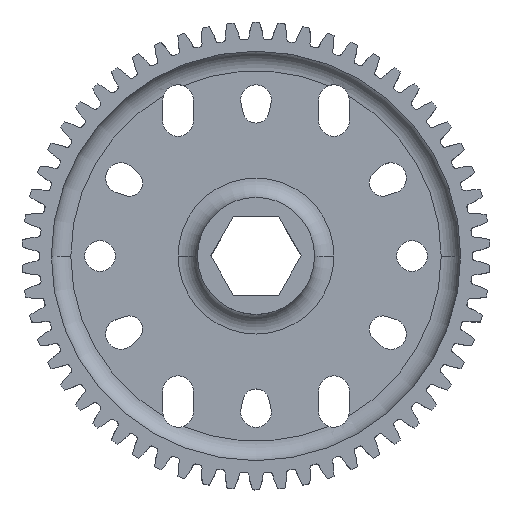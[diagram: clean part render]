
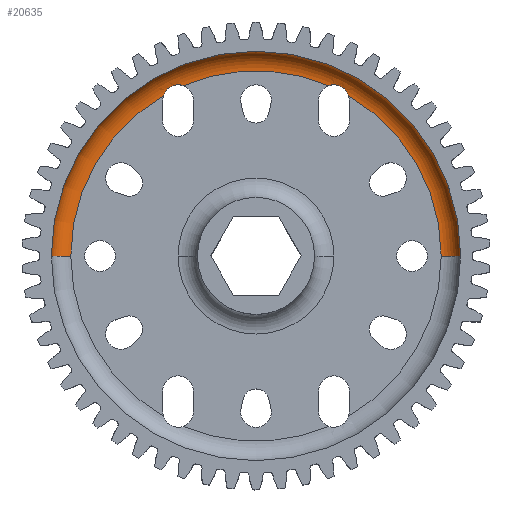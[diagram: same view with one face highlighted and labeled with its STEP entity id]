
A CAD part, top view. The second image highlights one B-rep face of the part: STEP entity #20635.
In plain terms, the highlighted toroidal (fillet/blend) face has major radius 30.163 mm and minor radius 3.175 mm.
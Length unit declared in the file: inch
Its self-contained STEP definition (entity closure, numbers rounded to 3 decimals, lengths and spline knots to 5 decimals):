
#583 = VERTEX_POINT ( 'NONE', #23922 ) ;
#795 = EDGE_CURVE ( 'NONE', #583, #24263, #5078, .T. ) ;
#959 = CARTESIAN_POINT ( 'NONE',  ( 0.46642, 1.09207, -0.0975 ) ) ;
#1331 = CARTESIAN_POINT ( 'NONE',  ( -1.1875, 0., -0.0975 ) ) ;
#1397 = VERTEX_POINT ( 'NONE', #2569 ) ;
#1507 = CARTESIAN_POINT ( 'NONE',  ( 0.51216, 1.09747, -0.09528 ) ) ;
#1891 = CARTESIAN_POINT ( 'NONE',  ( -0.47916, 1.09599, -0.09725 ) ) ;
#2253 = CARTESIAN_POINT ( 'NONE',  ( 1.1875, 0., 0.0275 ) ) ;
#2298 = AXIS2_PLACEMENT_3D ( 'NONE', #4408, #13112, #21836 ) ;
#2324 = CARTESIAN_POINT ( 'NONE',  ( 0., 0., -0.0975 ) ) ;
#2569 = CARTESIAN_POINT ( 'NONE',  ( -1.3125, 0., 0.0275 ) ) ;
#3120 = EDGE_LOOP ( 'NONE', ( #26001, #6287, #12556, #10929, #6275, #6541, #17978, #12595 ) ) ;
#3381 = CARTESIAN_POINT ( 'NONE',  ( 0.53786, 1.09063, -0.0942 ) ) ;
#3861 = AXIS2_PLACEMENT_3D ( 'NONE', #2324, #17615, #22041 ) ;
#4263 = AXIS2_PLACEMENT_3D ( 'NONE', #14939, #19085, #5951 ) ;
#4355 = VERTEX_POINT ( 'NONE', #14707 ) ;
#4408 = CARTESIAN_POINT ( 'NONE',  ( -1.1875, 0., 0.0275 ) ) ;
#5078 = CIRCLE ( 'NONE', #21029, 1.1875 ) ;
#5252 = CARTESIAN_POINT ( 'NONE',  ( 0.56585, 1.07288, -0.09489 ) ) ;
#5528 = CARTESIAN_POINT ( 'NONE',  ( 0.5187, 1.09643, -0.0949 ) ) ;
#5894 = CARTESIAN_POINT ( 'NONE',  ( -0.51887, 1.09639, -0.09489 ) ) ;
#5951 = DIRECTION ( 'NONE',  ( 1., 0., 0. ) ) ;
#6275 = ORIENTED_EDGE ( 'NONE', *, *, #9322, .F. ) ;
#6287 = ORIENTED_EDGE ( 'NONE', *, *, #795, .F. ) ;
#6421 = B_SPLINE_CURVE_WITH_KNOTS ( 'NONE', 3,
 ( #14366, #10227, #27365, #16384, #16248, #20803, #5252, #22814, #7947, #3381, #11951, #5528, #1507, #27638, #20666, #12359, #25227, #959 ),
 .UNSPECIFIED., .F., .F.,
 ( 4, 2, 2, 2, 2, 2, 2, 2, 4 ),
 ( 0.00073, 0.00123, 0.00174, 0.00224, 0.00275, 0.00325, 0.00376, 0.00426, 0.00476 ),
 .UNSPECIFIED. ) ;
#6541 = ORIENTED_EDGE ( 'NONE', *, *, #26927, .F. ) ;
#7445 = B_SPLINE_CURVE_WITH_KNOTS ( 'NONE', 3,
 ( #15018, #23746, #1891, #14456, #17038, #19030, #5894, #8041, #19315, #7905, #21036, #23180, #23322, #10748, #10185, #8465, #16754, #25456 ),
 .UNSPECIFIED., .F., .F.,
 ( 4, 2, 2, 2, 2, 2, 2, 2, 4 ),
 ( 0.00362, 0.00412, 0.00463, 0.00513, 0.00563, 0.00614, 0.00664, 0.00714, 0.00765 ),
 .UNSPECIFIED. ) ;
#7905 = CARTESIAN_POINT ( 'NONE',  ( -0.54984, 1.08465, -0.0942 ) ) ;
#7947 = CARTESIAN_POINT ( 'NONE',  ( 0.5497, 1.08472, -0.0942 ) ) ;
#8041 = CARTESIAN_POINT ( 'NONE',  ( -0.53165, 1.09299, -0.09435 ) ) ;
#8465 = CARTESIAN_POINT ( 'NONE',  ( -0.58929, 1.04092, -0.09725 ) ) ;
#8933 = EDGE_CURVE ( 'NONE', #4355, #583, #7445, .T. ) ;
#9322 = EDGE_CURVE ( 'NONE', #11112, #18566, #6421, .T. ) ;
#9732 = CIRCLE ( 'NONE', #27513, 0.125 ) ;
#10185 = CARTESIAN_POINT ( 'NONE',  ( -0.58295, 1.0526, -0.09656 ) ) ;
#10227 = CARTESIAN_POINT ( 'NONE',  ( 0.59186, 1.03478, -0.0975 ) ) ;
#10442 = CARTESIAN_POINT ( 'NONE',  ( 1.1875, 0., -0.0975 ) ) ;
#10518 = FACE_OUTER_BOUND ( 'NONE', #3120, .T. ) ;
#10561 = CARTESIAN_POINT ( 'NONE',  ( 0., 0., -0.0975 ) ) ;
#10748 = CARTESIAN_POINT ( 'NONE',  ( -0.57923, 1.05806, -0.09612 ) ) ;
#10929 = ORIENTED_EDGE ( 'NONE', *, *, #16847, .F. ) ;
#11112 = VERTEX_POINT ( 'NONE', #17708 ) ;
#11951 = CARTESIAN_POINT ( 'NONE',  ( 0.53162, 1.093, -0.09435 ) ) ;
#12359 = CARTESIAN_POINT ( 'NONE',  ( 0.4791, 1.09597, -0.09725 ) ) ;
#12465 = EDGE_CURVE ( 'NONE', #24263, #1397, #17372, .T. ) ;
#12556 = ORIENTED_EDGE ( 'NONE', *, *, #8933, .F. ) ;
#12595 = ORIENTED_EDGE ( 'NONE', *, *, #16831, .F. ) ;
#12855 = AXIS2_PLACEMENT_3D ( 'NONE', #13832, #18259, #15407 ) ;
#13112 = DIRECTION ( 'NONE',  ( 0., 1., 0. ) ) ;
#13309 = CIRCLE ( 'NONE', #12855, 1.1875 ) ;
#13832 = CARTESIAN_POINT ( 'NONE',  ( 0., 0., -0.0975 ) ) ;
#14366 = CARTESIAN_POINT ( 'NONE',  ( 0.5938, 1.02837, -0.0975 ) ) ;
#14456 = CARTESIAN_POINT ( 'NONE',  ( -0.49235, 1.09793, -0.09655 ) ) ;
#14707 = CARTESIAN_POINT ( 'NONE',  ( -0.46642, 1.09207, -0.0975 ) ) ;
#14939 = CARTESIAN_POINT ( 'NONE',  ( 0., 0., 0.0275 ) ) ;
#15018 = CARTESIAN_POINT ( 'NONE',  ( -0.46642, 1.09207, -0.0975 ) ) ;
#15241 = VERTEX_POINT ( 'NONE', #10442 ) ;
#15407 = DIRECTION ( 'NONE',  ( 1., 0., 0. ) ) ;
#16248 = CARTESIAN_POINT ( 'NONE',  ( 0.57916, 1.05815, -0.09611 ) ) ;
#16384 = CARTESIAN_POINT ( 'NONE',  ( 0.58296, 1.05258, -0.09656 ) ) ;
#16587 = DIRECTION ( 'NONE',  ( 0., 0., -1. ) ) ;
#16754 = CARTESIAN_POINT ( 'NONE',  ( -0.59189, 1.0347, -0.0975 ) ) ;
#16831 = EDGE_CURVE ( 'NONE', #1397, #26176, #22457, .T. ) ;
#16847 = EDGE_CURVE ( 'NONE', #18566, #4355, #13309, .T. ) ;
#17038 = CARTESIAN_POINT ( 'NONE',  ( -0.49896, 1.09822, -0.09611 ) ) ;
#17372 = CIRCLE ( 'NONE', #2298, 0.125 ) ;
#17542 = DIRECTION ( 'NONE',  ( 0., -1., 0. ) ) ;
#17615 = DIRECTION ( 'NONE',  ( 0., 0., 1. ) ) ;
#17708 = CARTESIAN_POINT ( 'NONE',  ( 0.5938, 1.02837, -0.0975 ) ) ;
#17880 = AXIS2_PLACEMENT_3D ( 'NONE', #17984, #20400, #24411 ) ;
#17978 = ORIENTED_EDGE ( 'NONE', *, *, #20081, .T. ) ;
#17984 = CARTESIAN_POINT ( 'NONE',  ( 0., 0., 0.0275 ) ) ;
#18259 = DIRECTION ( 'NONE',  ( 0., 0., 1. ) ) ;
#18566 = VERTEX_POINT ( 'NONE', #22376 ) ;
#19030 = CARTESIAN_POINT ( 'NONE',  ( -0.51221, 1.09746, -0.09528 ) ) ;
#19085 = DIRECTION ( 'NONE',  ( 0., 0., 1. ) ) ;
#19315 = CARTESIAN_POINT ( 'NONE',  ( -0.53784, 1.09065, -0.0942 ) ) ;
#20081 = EDGE_CURVE ( 'NONE', #15241, #26176, #9732, .T. ) ;
#20400 = DIRECTION ( 'NONE',  ( 0., 0., -1. ) ) ;
#20635 = ADVANCED_FACE ( 'NONE', ( #10518 ), #27958, .F. ) ;
#20666 = CARTESIAN_POINT ( 'NONE',  ( 0.4922, 1.09791, -0.09656 ) ) ;
#20803 = CARTESIAN_POINT ( 'NONE',  ( 0.5706, 1.06829, -0.09527 ) ) ;
#21029 = AXIS2_PLACEMENT_3D ( 'NONE', #10561, #27835, #23566 ) ;
#21036 = CARTESIAN_POINT ( 'NONE',  ( -0.55544, 1.08108, -0.09435 ) ) ;
#21836 = DIRECTION ( 'NONE',  ( -1., 0., 0. ) ) ;
#22041 = DIRECTION ( 'NONE',  ( 1., 0., 0. ) ) ;
#22376 = CARTESIAN_POINT ( 'NONE',  ( 0.46642, 1.09207, -0.0975 ) ) ;
#22457 = CIRCLE ( 'NONE', #17880, 1.3125 ) ;
#22814 = CARTESIAN_POINT ( 'NONE',  ( 0.55539, 1.08112, -0.09435 ) ) ;
#23180 = CARTESIAN_POINT ( 'NONE',  ( -0.56583, 1.0729, -0.09489 ) ) ;
#23322 = CARTESIAN_POINT ( 'NONE',  ( -0.57068, 1.06821, -0.09528 ) ) ;
#23566 = DIRECTION ( 'NONE',  ( 1., 0., 0. ) ) ;
#23624 = CARTESIAN_POINT ( 'NONE',  ( 1.3125, 0., 0.0275 ) ) ;
#23746 = CARTESIAN_POINT ( 'NONE',  ( -0.47265, 1.09434, -0.0975 ) ) ;
#23922 = CARTESIAN_POINT ( 'NONE',  ( -0.5938, 1.02837, -0.0975 ) ) ;
#24263 = VERTEX_POINT ( 'NONE', #1331 ) ;
#24411 = DIRECTION ( 'NONE',  ( 1., 0., 0. ) ) ;
#25227 = CARTESIAN_POINT ( 'NONE',  ( 0.47269, 1.09435, -0.0975 ) ) ;
#25456 = CARTESIAN_POINT ( 'NONE',  ( -0.5938, 1.02837, -0.0975 ) ) ;
#26001 = ORIENTED_EDGE ( 'NONE', *, *, #12465, .F. ) ;
#26176 = VERTEX_POINT ( 'NONE', #23624 ) ;
#26927 = EDGE_CURVE ( 'NONE', #15241, #11112, #27584, .T. ) ;
#27365 = CARTESIAN_POINT ( 'NONE',  ( 0.58928, 1.04094, -0.09725 ) ) ;
#27513 = AXIS2_PLACEMENT_3D ( 'NONE', #2253, #17542, #16587 ) ;
#27584 = CIRCLE ( 'NONE', #3861, 1.1875 ) ;
#27638 = CARTESIAN_POINT ( 'NONE',  ( 0.49895, 1.09822, -0.09611 ) ) ;
#27835 = DIRECTION ( 'NONE',  ( 0., 0., 1. ) ) ;
#27958 = TOROIDAL_SURFACE ( 'NONE', #4263, 1.1875, 0.125 ) ;
